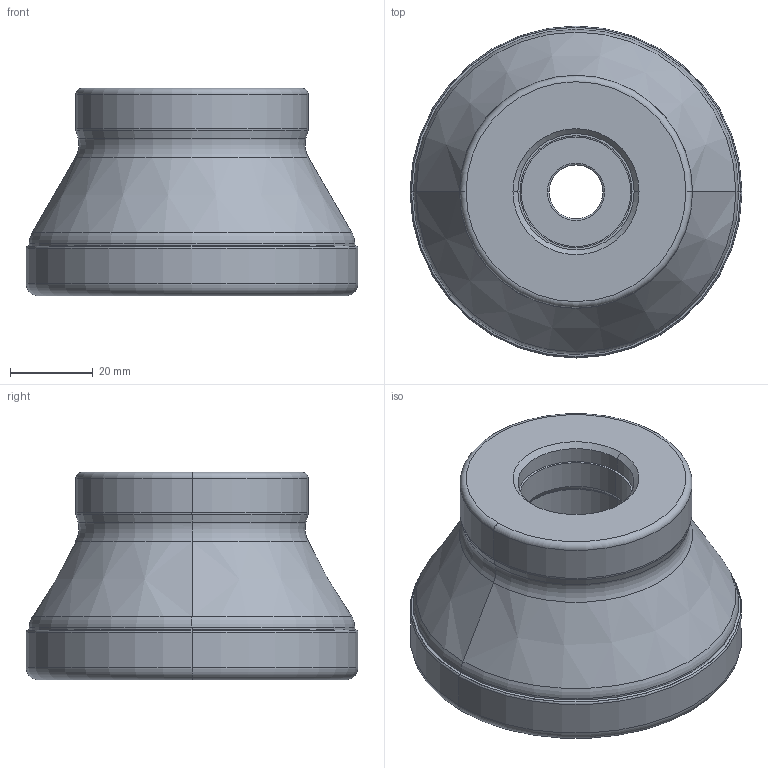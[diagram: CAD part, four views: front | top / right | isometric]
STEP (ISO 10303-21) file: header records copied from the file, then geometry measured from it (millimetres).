
FILE_DESCRIPTION(/* description */ (''),/* implementation_level */ '2;1');
FILE_NAME(/* name */ 'VPX300-080A07AR_MR3_0.stp',/* time_stamp */ '2021-09-08T11:38:10+09:00',/* author */ (''),/* organization */ (''),/* preprocessor_version */ 'ST-DEVELOPER v16',/* originating_system */ 'SIEMENS PLM Software NX 10.0',/* authorisation */ '');
FILE_SCHEMA (('AUTOMOTIVE_DESIGN { 1 0 10303 214 3 1 1 1 }'));
Length unit declared in the file: millimetre
Products named in the file (1): VPX300-080A07AR_MR3_0_ASM
Bounding box: 80 x 80 x 50 mm (x, y, z)
Volume: 163571.3 mm3; surface area: 28490.6 mm2
Topology: 2 solids, 2 shells, 94 faces, 255 edges, 189 vertices
Faces by surface type: torus 30, cone 18, cylinder 16, bspline 12, revolution 12, plane 6
Entity records: 3911 total; most frequent: CARTESIAN_POINT 1329, DIRECTION 581, ORIENTED_EDGE 472, AXIS2_PLACEMENT_3D 265, EDGE_CURVE 236, CIRCLE 184, VERTEX_POINT 148, EDGE_LOOP 100
